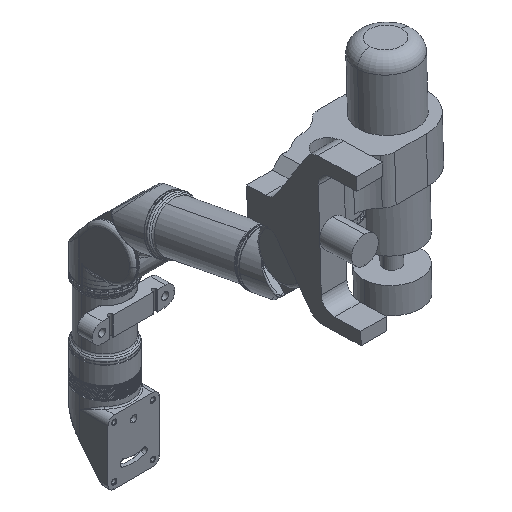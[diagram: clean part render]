
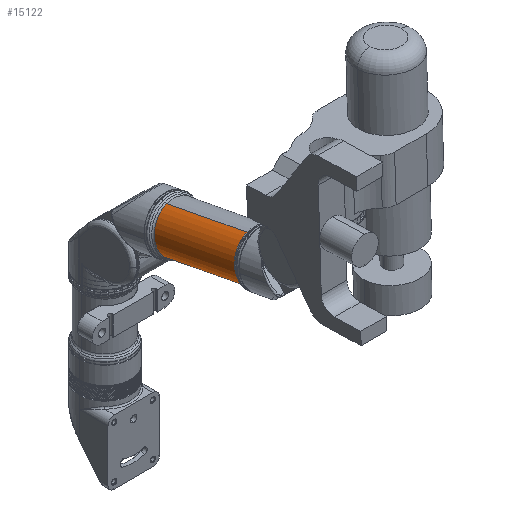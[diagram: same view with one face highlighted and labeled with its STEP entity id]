
A CAD part, isometric view. The second image highlights one B-rep face of the part: STEP entity #15122.
In plain terms, the highlighted cylindrical face has radius 17.9 mm (diameter 35.8 mm), a partial arc.
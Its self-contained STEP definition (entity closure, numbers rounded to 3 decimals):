
#591 = AXIS2_PLACEMENT_3D ( 'NONE', #39062, #50476, #65680 ) ;
#633 = FACE_OUTER_BOUND ( 'NONE', #42587, .T. ) ;
#2297 = ORIENTED_EDGE ( 'NONE', *, *, #18901, .T. ) ;
#5686 = LINE ( 'NONE', #63357, #42270 ) ;
#6353 = VERTEX_POINT ( 'NONE', #19712 ) ;
#7861 = EDGE_CURVE ( 'NONE', #30799, #6353, #53844, .T. ) ;
#9693 = DIRECTION ( 'NONE',  ( 0.274, -0.077, -0.959 ) ) ;
#9694 = AXIS2_PLACEMENT_3D ( 'NONE', #63588, #17349, #48396 ) ;
#12844 = EDGE_CURVE ( 'NONE', #39970, #6353, #62333, .T. ) ;
#15122 = ADVANCED_FACE ( 'NONE', ( #633 ), #25911, .T. ) ;
#17108 = DIRECTION ( 'NONE',  ( 0.274, -0.077, -0.959 ) ) ;
#17349 = DIRECTION ( 'NONE',  ( 0.274, -0.077, -0.959 ) ) ;
#18901 = EDGE_CURVE ( 'NONE', #24969, #39970, #56574, .T. ) ;
#19712 = CARTESIAN_POINT ( 'NONE',  ( 77.585, -24.631, 9.905 ) ) ;
#19791 = AXIS2_PLACEMENT_3D ( 'NONE', #47501, #21496, #46515 ) ;
#21496 = DIRECTION ( 'NONE',  ( 0.274, -0.077, -0.959 ) ) ;
#22945 = ORIENTED_EDGE ( 'NONE', *, *, #7861, .F. ) ;
#22970 = CARTESIAN_POINT ( 'NONE',  ( 93.148, -29.264, 80.919 ) ) ;
#24969 = VERTEX_POINT ( 'NONE', #22970 ) ;
#25911 = CYLINDRICAL_SURFACE ( 'NONE', #19791, 17.9 ) ;
#26081 = VECTOR ( 'NONE', #9693, 1000. ) ;
#30799 = VERTEX_POINT ( 'NONE', #46825 ) ;
#36041 = CARTESIAN_POINT ( 'NONE',  ( 68.881, -22.191, 40.312 ) ) ;
#36739 = ORIENTED_EDGE ( 'NONE', *, *, #40770, .F. ) ;
#39062 = CARTESIAN_POINT ( 'NONE',  ( 76.663, -24.508, 75.819 ) ) ;
#39970 = VERTEX_POINT ( 'NONE', #41081 ) ;
#40770 = EDGE_CURVE ( 'NONE', #24969, #30799, #5686, .T. ) ;
#41081 = CARTESIAN_POINT ( 'NONE',  ( 60.177, -19.751, 70.718 ) ) ;
#42270 = VECTOR ( 'NONE', #17108, 1000. ) ;
#42587 = EDGE_LOOP ( 'NONE', ( #2297, #51471, #22945, #36739 ) ) ;
#46515 = DIRECTION ( 'NONE',  ( 0.921, -0.266, 0.285 ) ) ;
#46825 = CARTESIAN_POINT ( 'NONE',  ( 110.556, -34.143, 20.107 ) ) ;
#47501 = CARTESIAN_POINT ( 'NONE',  ( 85.366, -26.947, 45.412 ) ) ;
#48396 = DIRECTION ( 'NONE',  ( 0.921, -0.266, 0.285 ) ) ;
#50476 = DIRECTION ( 'NONE',  ( 0.274, -0.077, -0.959 ) ) ;
#51471 = ORIENTED_EDGE ( 'NONE', *, *, #12844, .T. ) ;
#53844 = CIRCLE ( 'NONE', #9694, 17.9 ) ;
#56574 = CIRCLE ( 'NONE', #591, 17.9 ) ;
#62333 = LINE ( 'NONE', #36041, #26081 ) ;
#63357 = CARTESIAN_POINT ( 'NONE',  ( 101.852, -31.703, 50.513 ) ) ;
#63588 = CARTESIAN_POINT ( 'NONE',  ( 94.07, -29.387, 15.006 ) ) ;
#65680 = DIRECTION ( 'NONE',  ( 0.921, -0.266, 0.285 ) ) ;
